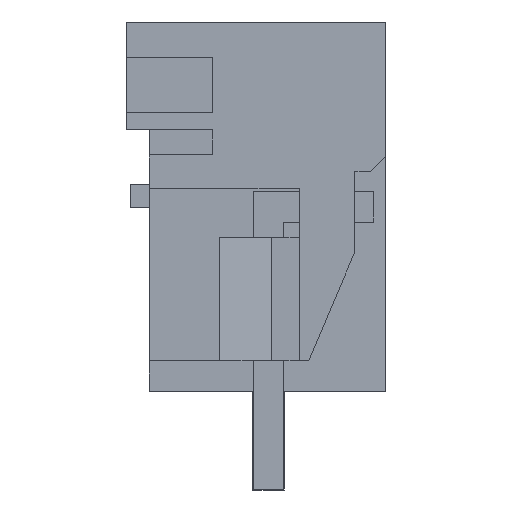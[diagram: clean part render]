
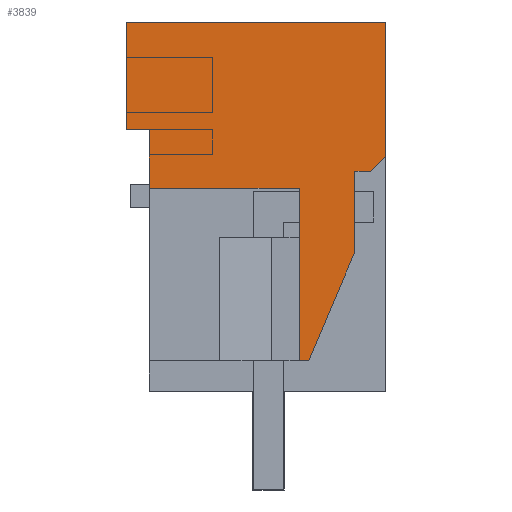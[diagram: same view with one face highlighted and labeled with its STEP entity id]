
A CAD part, left-side view. The second image highlights one B-rep face of the part: STEP entity #3839.
In plain terms, the highlighted planar face has unit normal (-1, 0, 0).
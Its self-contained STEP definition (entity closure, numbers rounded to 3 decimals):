
#3764=AXIS2_PLACEMENT_3D('Plane Axis2P3D',#3761,#3762,#3763) ;
#1937=CARTESIAN_POINT('Vertex',(0.,0.,15.2)) ;
#1940=CARTESIAN_POINT('Line Origine',(0.,0.,13.023)) ;
#1944=CARTESIAN_POINT('Vertex',(0.,0.,10.846)) ;
#2759=CARTESIAN_POINT('Vertex',(0.,7.68,9.8)) ;
#2762=CARTESIAN_POINT('Line Origine',(0.,7.68,10.75)) ;
#2766=CARTESIAN_POINT('Vertex',(0.,7.68,11.7)) ;
#3742=CARTESIAN_POINT('Line Origine',(0.,0.25,10.596)) ;
#3746=CARTESIAN_POINT('Vertex',(0.,0.5,10.346)) ;
#3761=CARTESIAN_POINT('Axis2P3D Location',(0.,-1.5,3.2)) ;
#3766=CARTESIAN_POINT('Line Origine',(0.,4.215,15.2)) ;
#3770=CARTESIAN_POINT('Vertex',(0.,8.43,15.2)) ;
#3773=CARTESIAN_POINT('Line Origine',(0.,8.43,13.45)) ;
#3777=CARTESIAN_POINT('Vertex',(0.,8.43,11.7)) ;
#3780=CARTESIAN_POINT('Line Origine',(0.,8.055,11.7)) ;
#3785=CARTESIAN_POINT('Line Origine',(0.,5.245,9.8)) ;
#3789=CARTESIAN_POINT('Vertex',(0.,2.81,9.8)) ;
#3792=CARTESIAN_POINT('Line Origine',(0.,2.81,7.)) ;
#3796=CARTESIAN_POINT('Vertex',(0.,2.81,4.2)) ;
#3799=CARTESIAN_POINT('Line Origine',(0.,2.655,4.2)) ;
#3803=CARTESIAN_POINT('Vertex',(0.,2.501,4.2)) ;
#3806=CARTESIAN_POINT('Line Origine',(0.,1.752,5.968)) ;
#3810=CARTESIAN_POINT('Vertex',(0.,1.003,7.735)) ;
#3813=CARTESIAN_POINT('Line Origine',(0.,1.003,9.041)) ;
#3817=CARTESIAN_POINT('Vertex',(0.,1.003,10.346)) ;
#3820=CARTESIAN_POINT('Line Origine',(0.,0.751,10.346)) ;
#1941=DIRECTION('Vector Direction',(0.,0.,1.)) ;
#2763=DIRECTION('Vector Direction',(0.,0.,-1.)) ;
#3743=DIRECTION('Vector Direction',(0.,-0.707,0.707)) ;
#3762=DIRECTION('Axis2P3D Direction',(-1.,0.,0.)) ;
#3763=DIRECTION('Axis2P3D XDirection',(0.,0.,1.)) ;
#3767=DIRECTION('Vector Direction',(0.,1.,0.)) ;
#3774=DIRECTION('Vector Direction',(0.,0.,-1.)) ;
#3781=DIRECTION('Vector Direction',(0.,-1.,0.)) ;
#3786=DIRECTION('Vector Direction',(0.,-1.,0.)) ;
#3793=DIRECTION('Vector Direction',(0.,0.,-1.)) ;
#3800=DIRECTION('Vector Direction',(0.,1.,0.)) ;
#3807=DIRECTION('Vector Direction',(0.,0.39,-0.921)) ;
#3814=DIRECTION('Vector Direction',(0.,0.,-1.)) ;
#3821=DIRECTION('Vector Direction',(0.,-1.,0.)) ;
#1942=VECTOR('Line Direction',#1941,1.) ;
#2764=VECTOR('Line Direction',#2763,1.) ;
#3744=VECTOR('Line Direction',#3743,1.) ;
#3768=VECTOR('Line Direction',#3767,1.) ;
#3775=VECTOR('Line Direction',#3774,1.) ;
#3782=VECTOR('Line Direction',#3781,1.) ;
#3787=VECTOR('Line Direction',#3786,1.) ;
#3794=VECTOR('Line Direction',#3793,1.) ;
#3801=VECTOR('Line Direction',#3800,1.) ;
#3808=VECTOR('Line Direction',#3807,1.) ;
#3815=VECTOR('Line Direction',#3814,1.) ;
#3822=VECTOR('Line Direction',#3821,1.) ;
#3826=ORIENTED_EDGE('',*,*,#1946,.T.) ;
#3827=ORIENTED_EDGE('',*,*,#3772,.T.) ;
#3828=ORIENTED_EDGE('',*,*,#3779,.T.) ;
#3829=ORIENTED_EDGE('',*,*,#3784,.T.) ;
#3830=ORIENTED_EDGE('',*,*,#2768,.T.) ;
#3831=ORIENTED_EDGE('',*,*,#3791,.T.) ;
#3832=ORIENTED_EDGE('',*,*,#3798,.T.) ;
#3833=ORIENTED_EDGE('',*,*,#3805,.F.) ;
#3834=ORIENTED_EDGE('',*,*,#3812,.F.) ;
#3835=ORIENTED_EDGE('',*,*,#3819,.F.) ;
#3836=ORIENTED_EDGE('',*,*,#3824,.F.) ;
#3837=ORIENTED_EDGE('',*,*,#3748,.F.) ;
#3839=ADVANCED_FACE('HOUSING',(#3838),#3765,.T.) ;
#1946=EDGE_CURVE('',#1945,#1938,#1943,.T.) ;
#2768=EDGE_CURVE('',#2767,#2760,#2765,.T.) ;
#3748=EDGE_CURVE('',#1945,#3747,#3745,.F.) ;
#3772=EDGE_CURVE('',#1938,#3771,#3769,.T.) ;
#3779=EDGE_CURVE('',#3771,#3778,#3776,.T.) ;
#3784=EDGE_CURVE('',#3778,#2767,#3783,.T.) ;
#3791=EDGE_CURVE('',#2760,#3790,#3788,.T.) ;
#3798=EDGE_CURVE('',#3790,#3797,#3795,.T.) ;
#3805=EDGE_CURVE('',#3804,#3797,#3802,.T.) ;
#3812=EDGE_CURVE('',#3811,#3804,#3809,.T.) ;
#3819=EDGE_CURVE('',#3818,#3811,#3816,.T.) ;
#3824=EDGE_CURVE('',#3747,#3818,#3823,.F.) ;
#3825=EDGE_LOOP('',(#3826,#3827,#3828,#3829,#3830,#3831,#3832,#3833,#3834,#3835,#3836,#3837)) ;
#3838=FACE_OUTER_BOUND('',#3825,.T.) ;
#1943=LINE('Line',#1940,#1942) ;
#2765=LINE('Line',#2762,#2764) ;
#3745=LINE('Line',#3742,#3744) ;
#3769=LINE('Line',#3766,#3768) ;
#3776=LINE('Line',#3773,#3775) ;
#3783=LINE('Line',#3780,#3782) ;
#3788=LINE('Line',#3785,#3787) ;
#3795=LINE('Line',#3792,#3794) ;
#3802=LINE('Line',#3799,#3801) ;
#3809=LINE('Line',#3806,#3808) ;
#3816=LINE('Line',#3813,#3815) ;
#3823=LINE('Line',#3820,#3822) ;
#3765=PLANE('',#3764) ;
#1938=VERTEX_POINT('',#1937) ;
#1945=VERTEX_POINT('',#1944) ;
#2760=VERTEX_POINT('',#2759) ;
#2767=VERTEX_POINT('',#2766) ;
#3747=VERTEX_POINT('',#3746) ;
#3771=VERTEX_POINT('',#3770) ;
#3778=VERTEX_POINT('',#3777) ;
#3790=VERTEX_POINT('',#3789) ;
#3797=VERTEX_POINT('',#3796) ;
#3804=VERTEX_POINT('',#3803) ;
#3811=VERTEX_POINT('',#3810) ;
#3818=VERTEX_POINT('',#3817) ;
